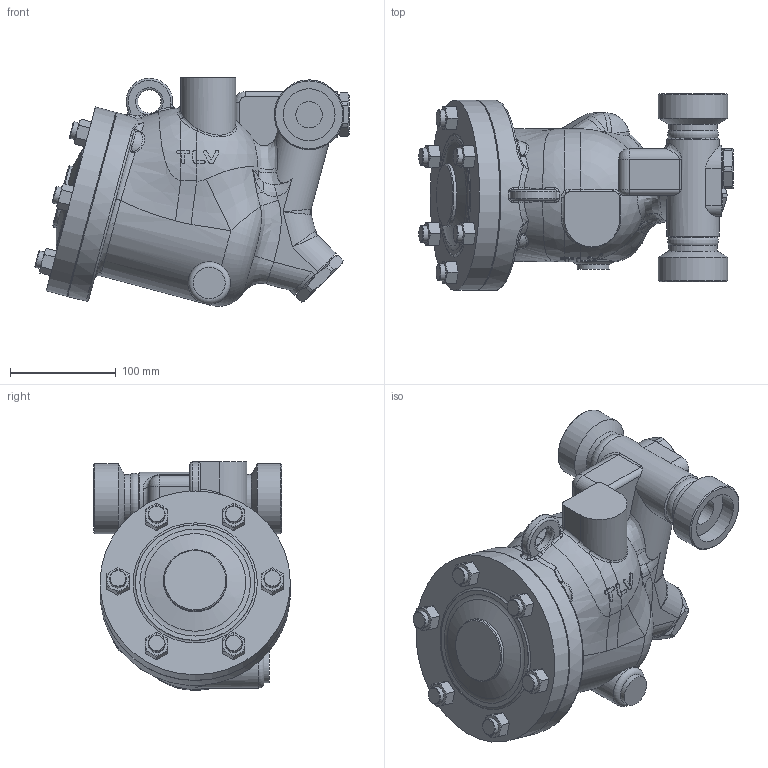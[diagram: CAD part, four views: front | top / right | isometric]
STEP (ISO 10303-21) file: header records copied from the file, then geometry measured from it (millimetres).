
FILE_DESCRIPTION((''),'2;1');
FILE_NAME('sh6nl-040-sw000-00.stp','2014-04-23T17:01:34',('nakaot'),(''),'Autodesk Inventor 2012','Autodesk Inventor 2012','');
FILE_SCHEMA(('AUTOMOTIVE_DESIGN { 1 0 10303 214 1 1 1 1 }'));
Length unit declared in the file: millimetre
Products named in the file (1): sh6nl-040-sw000-00
Bounding box: 297.42 x 186 x 216.15 mm (x, y, z)
Volume: 4443811.7 mm3; surface area: 262612.6 mm2
Topology: 1 solids, 3 shells, 417 faces, 1018 edges, 617 vertices
Faces by surface type: plane 134, cylinder 96, bspline 89, cone 66, torus 21, sphere 11
Full cylindrical faces by diameter (mm): 11.835 x6, 16 x12, 22 x1, 25 x2, 30 x1, 38 x1, 40 x1, 46 x2, 49.1 x2, 49.5 x1, 50 x1, 60 x1, 66 x2, 100 x1, 180 x2
Entity records: 15675 total; most frequent: CARTESIAN_POINT 7085, ORIENTED_EDGE 1846, DIRECTION 1593, EDGE_CURVE 923, AXIS2_PLACEMENT_3D 678, VERTEX_POINT 597, EDGE_LOOP 516, FACE_OUTER_BOUND 417
